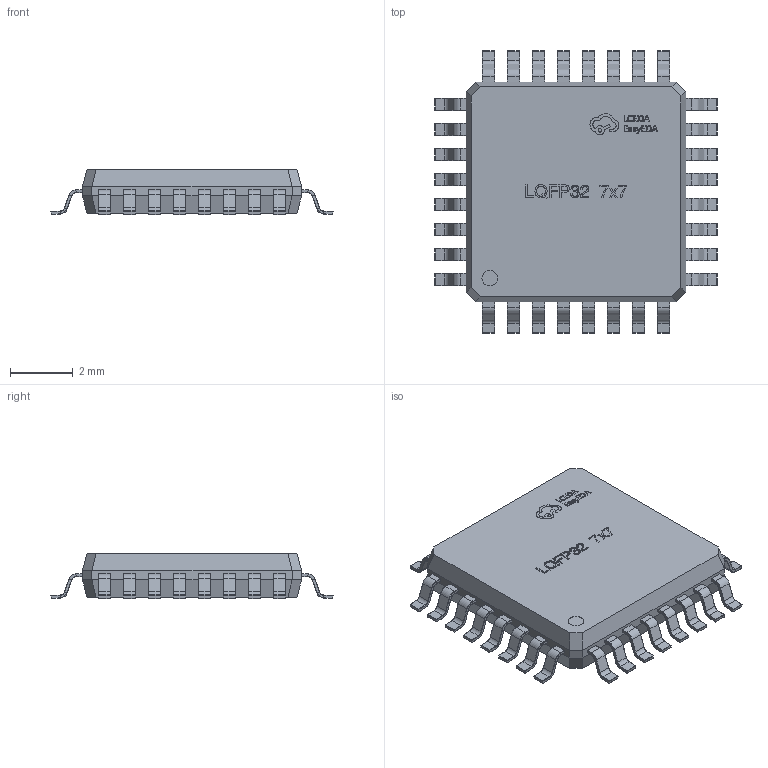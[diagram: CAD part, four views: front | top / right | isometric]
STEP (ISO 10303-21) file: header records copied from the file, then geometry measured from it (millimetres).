
FILE_DESCRIPTION (( 'STEP AP214' ), '1' );
FILE_NAME ('LQFP-32_L7.0-W7.0-H1.4-LS9.0-P0.80.step', '2022-07-09T04:54:55', ( '' ), ( '' ), 'SwSTEP 2.0', 'SolidWorks 2020', '' );
FILE_SCHEMA (( 'AUTOMOTIVE_DESIGN' ));
Length unit declared in the file: millimetre
Products named in the file (1): LQFP-32_L7.0-W7.0-H1.4-LS9.0-P0.80
Bounding box: 9.01 x 9.01 x 1.45 mm (x, y, z)
Volume: 67.9 mm3; surface area: 175.2 mm2
Topology: 33 solids, 33 shells, 2058 faces, 4534 edges, 2516 vertices
Faces by surface type: plane 849, cylinder 642, torus 256, sphere 160, bspline 151
Entity records: 80632 total; most frequent: CARTESIAN_POINT 13628, DIRECTION 9520, ORIENTED_EDGE 8812, EDGE_CURVE 4406, AXIS2_PLACEMENT_3D 3512, LINE 2496, VECTOR 2496, VERTEX_POINT 2452
